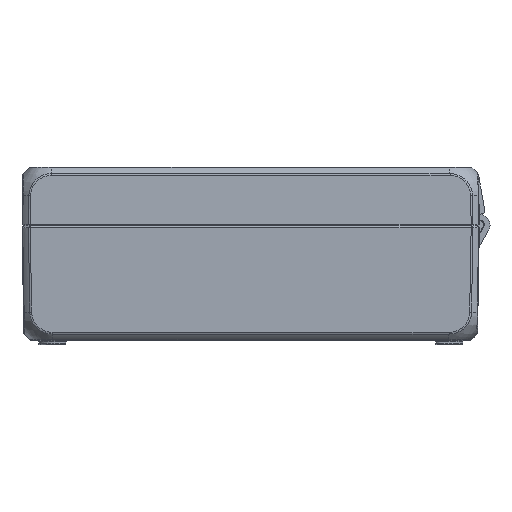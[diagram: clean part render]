
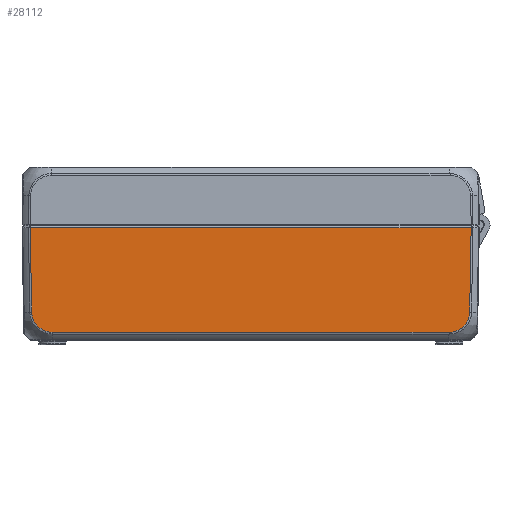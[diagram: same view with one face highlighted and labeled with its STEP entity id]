
A CAD part, front view. The second image highlights one B-rep face of the part: STEP entity #28112.
In plain terms, the highlighted planar face has unit normal (0, -1, -0.018).
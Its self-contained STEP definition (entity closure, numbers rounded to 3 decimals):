
#667=B_SPLINE_CURVE_WITH_KNOTS('',3,(#66325,#66326,#66327,#66328,#66329,
#66330,#66331,#66332,#66333,#66334,#66335,#66336,#66337,#66338,#66339,#66340,
#66341,#66342,#66343,#66344,#66345,#66346,#66347,#66348,#66349,#66350,#66351,
#66352,#66353,#66354,#66355,#66356,#66357,#66358,#66359,#66360,#66361,#66362),
 .UNSPECIFIED.,.F.,.F.,(4,2,2,2,2,2,2,2,2,2,2,2,2,2,2,2,1,1,2,4),(0.,
0.046,0.059,0.073,0.075,
0.172,0.174,0.175,0.285,
0.422,0.481,0.658,0.801,
0.817,0.826,0.971,1.038,
1.072,1.105,1.107),.UNSPECIFIED.);
#669=B_SPLINE_CURVE_WITH_KNOTS('',3,(#66566,#66567,#66568,#66569,#66570,
#66571,#66572,#66573,#66574,#66575,#66576,#66577,#66578,#66579,#66580,#66581,
#66582,#66583,#66584,#66585,#66586,#66587,#66588,#66589,#66590,#66591,#66592,
#66593,#66594,#66595,#66596,#66597,#66598,#66599,#66600,#66601,#66602,#66603,
#66604),.UNSPECIFIED.,.F.,.F.,(4,2,1,2,2,2,2,2,2,2,2,2,2,2,2,2,2,2,2,4),
(0.,0.002,0.033,0.065,
0.138,0.279,0.29,0.31,
0.452,0.526,0.629,0.689,
0.825,0.94,0.941,1.037,1.042,
1.053,1.067,1.112),.UNSPECIFIED.);
#1231=PLANE('',#30602);
#3014=FACE_OUTER_BOUND('',#4749,.T.);
#4749=EDGE_LOOP('',(#20138,#20139,#20140,#20141,#20142,#20143));
#6170=LINE('',#53502,#7812);
#6340=LINE('',#66168,#7982);
#6343=LINE('',#66406,#7985);
#6345=LINE('',#66646,#7987);
#7812=VECTOR('',#34292,10.);
#7982=VECTOR('',#35336,10.);
#7985=VECTOR('',#35345,10.);
#7987=VECTOR('',#35351,10.);
#11081=VERTEX_POINT('',#53494);
#11083=VERTEX_POINT('',#53500);
#11359=VERTEX_POINT('',#66166);
#11361=VERTEX_POINT('',#66323);
#11363=VERTEX_POINT('',#66404);
#11365=VERTEX_POINT('',#66564);
#13939=EDGE_CURVE('',#11081,#11083,#6170,.T.);
#14489=EDGE_CURVE('',#11359,#11083,#6340,.T.);
#14492=EDGE_CURVE('',#11361,#11359,#667,.T.);
#14496=EDGE_CURVE('',#11363,#11361,#6343,.T.);
#14498=EDGE_CURVE('',#11365,#11363,#669,.T.);
#14501=EDGE_CURVE('',#11081,#11365,#6345,.T.);
#20138=ORIENTED_EDGE('',*,*,#14489,.F.);
#20139=ORIENTED_EDGE('',*,*,#14492,.F.);
#20140=ORIENTED_EDGE('',*,*,#14496,.F.);
#20141=ORIENTED_EDGE('',*,*,#14498,.F.);
#20142=ORIENTED_EDGE('',*,*,#14501,.F.);
#20143=ORIENTED_EDGE('',*,*,#13939,.T.);
#28112=ADVANCED_FACE('',(#3014),#1231,.T.);
#30602=AXIS2_PLACEMENT_3D('',#66647,#35352,#35353);
#34292=DIRECTION('',(-1.,0.,0.));
#35336=DIRECTION('',(-0.017,-0.017,1.));
#35345=DIRECTION('',(-1.,0.,0.));
#35351=DIRECTION('',(-0.017,0.017,-1.));
#35352=DIRECTION('center_axis',(0.,-1.,-0.017));
#35353=DIRECTION('ref_axis',(-1.,0.,0.));
#53494=CARTESIAN_POINT('',(76.647,-43.,-0.8));
#53500=CARTESIAN_POINT('',(-76.647,-43.,-0.8));
#53502=CARTESIAN_POINT('',(31.,-43.,-0.8));
#66166=CARTESIAN_POINT('',(-76.135,-42.488,-30.126));
#66168=CARTESIAN_POINT('',(-76.64,-42.994,-1.161));
#66323=CARTESIAN_POINT('',(-68.97,-42.365,-37.153));
#66325=CARTESIAN_POINT('Ctrl Pts',(-68.97,-42.365,
-37.153));
#66326=CARTESIAN_POINT('Ctrl Pts',(-69.124,-42.365,
-37.153));
#66327=CARTESIAN_POINT('Ctrl Pts',(-69.277,-42.365,
-37.151));
#66328=CARTESIAN_POINT('Ctrl Pts',(-69.474,-42.366,
-37.139));
#66329=CARTESIAN_POINT('Ctrl Pts',(-69.517,-42.366,
-37.136));
#66330=CARTESIAN_POINT('Ctrl Pts',(-69.607,-42.366,
-37.128));
#66331=CARTESIAN_POINT('Ctrl Pts',(-69.653,-42.366,
-37.124));
#66332=CARTESIAN_POINT('Ctrl Pts',(-69.706,-42.366,
-37.119));
#66333=CARTESIAN_POINT('Ctrl Pts',(-69.714,-42.366,-37.118));
#66334=CARTESIAN_POINT('Ctrl Pts',(-70.042,-42.367,
-37.084));
#66335=CARTESIAN_POINT('Ctrl Pts',(-70.361,-42.368,-37.027));
#66336=CARTESIAN_POINT('Ctrl Pts',(-70.68,-42.369,
-36.949));
#66337=CARTESIAN_POINT('Ctrl Pts',(-70.686,-42.369,
-36.947));
#66338=CARTESIAN_POINT('Ctrl Pts',(-70.696,-42.369,
-36.945));
#66339=CARTESIAN_POINT('Ctrl Pts',(-70.7,-42.369,
-36.944));
#66340=CARTESIAN_POINT('Ctrl Pts',(-71.061,-42.371,
-36.853));
#66341=CARTESIAN_POINT('Ctrl Pts',(-71.41,-42.373,
-36.736));
#66342=CARTESIAN_POINT('Ctrl Pts',(-72.168,-42.378,-36.415));
#66343=CARTESIAN_POINT('Ctrl Pts',(-72.576,-42.382,
-36.196));
#66344=CARTESIAN_POINT('Ctrl Pts',(-73.125,-42.389,-35.828));
#66345=CARTESIAN_POINT('Ctrl Pts',(-73.287,-42.391,
-35.71));
#66346=CARTESIAN_POINT('Ctrl Pts',(-73.907,-42.399,
-35.213));
#66347=CARTESIAN_POINT('Ctrl Pts',(-74.32,-42.407,
-34.789));
#66348=CARTESIAN_POINT('Ctrl Pts',(-74.974,-42.422,
-33.933));
#66349=CARTESIAN_POINT('Ctrl Pts',(-75.227,-42.429,
-33.52));
#66350=CARTESIAN_POINT('Ctrl Pts',(-75.457,-42.437,
-33.041));
#66351=CARTESIAN_POINT('Ctrl Pts',(-75.48,-42.438,
-32.991));
#66352=CARTESIAN_POINT('Ctrl Pts',(-75.515,-42.439,
-32.915));
#66353=CARTESIAN_POINT('Ctrl Pts',(-75.527,-42.44,
-32.887));
#66354=CARTESIAN_POINT('Ctrl Pts',(-75.732,-42.448,-32.418));
#66355=CARTESIAN_POINT('Ctrl Pts',(-75.882,-42.456,-31.953));
#66356=CARTESIAN_POINT('Ctrl Pts',(-76.03,-42.468,
-31.259));
#66357=CARTESIAN_POINT('Ctrl Pts',(-76.088,-42.474,
-30.926));
#66358=CARTESIAN_POINT('Ctrl Pts',(-76.128,-42.482,
-30.48));
#66359=CARTESIAN_POINT('Ctrl Pts',(-76.133,-42.486,
-30.256));
#66360=CARTESIAN_POINT('Ctrl Pts',(-76.135,-42.488,
-30.138));
#66361=CARTESIAN_POINT('Ctrl Pts',(-76.135,-42.488,
-30.132));
#66362=CARTESIAN_POINT('Ctrl Pts',(-76.135,-42.488,
-30.126));
#66404=CARTESIAN_POINT('',(68.97,-42.365,-37.153));
#66406=CARTESIAN_POINT('',(0.,-42.365,-37.153));
#66564=CARTESIAN_POINT('',(76.135,-42.488,-30.126));
#66566=CARTESIAN_POINT('Ctrl Pts',(76.135,-42.488,-30.126));
#66567=CARTESIAN_POINT('Ctrl Pts',(76.135,-42.488,-30.131));
#66568=CARTESIAN_POINT('Ctrl Pts',(76.134,-42.488,-30.137));
#66569=CARTESIAN_POINT('Ctrl Pts',(76.132,-42.486,-30.248));
#66570=CARTESIAN_POINT('Ctrl Pts',(76.127,-42.482,-30.458));
#66571=CARTESIAN_POINT('Ctrl Pts',(76.109,-42.479,-30.668));
#66572=CARTESIAN_POINT('Ctrl Pts',(76.072,-42.473,-31.014));
#66573=CARTESIAN_POINT('Ctrl Pts',(76.033,-42.468,-31.254));
#66574=CARTESIAN_POINT('Ctrl Pts',(75.883,-42.456,-31.953));
#66575=CARTESIAN_POINT('Ctrl Pts',(75.737,-42.448,-32.405));
#66576=CARTESIAN_POINT('Ctrl Pts',(75.535,-42.44,-32.87));
#66577=CARTESIAN_POINT('Ctrl Pts',(75.521,-42.44,-32.901));
#66578=CARTESIAN_POINT('Ctrl Pts',(75.479,-42.438,-32.995));
#66579=CARTESIAN_POINT('Ctrl Pts',(75.449,-42.437,-33.057));
#66580=CARTESIAN_POINT('Ctrl Pts',(75.211,-42.428,-33.544));
#66581=CARTESIAN_POINT('Ctrl Pts',(74.962,-42.421,-33.949));
#66582=CARTESIAN_POINT('Ctrl Pts',(74.527,-42.411,-34.519));
#66583=CARTESIAN_POINT('Ctrl Pts',(74.369,-42.408,-34.706));
#66584=CARTESIAN_POINT('Ctrl Pts',(73.965,-42.401,-35.135));
#66585=CARTESIAN_POINT('Ctrl Pts',(73.711,-42.397,-35.369));
#66586=CARTESIAN_POINT('Ctrl Pts',(73.285,-42.391,-35.711));
#66587=CARTESIAN_POINT('Ctrl Pts',(73.122,-42.389,-35.83));
#66588=CARTESIAN_POINT('Ctrl Pts',(72.579,-42.382,-36.195));
#66589=CARTESIAN_POINT('Ctrl Pts',(72.179,-42.378,-36.412));
#66590=CARTESIAN_POINT('Ctrl Pts',(71.41,-42.373,-36.736));
#66591=CARTESIAN_POINT('Ctrl Pts',(71.047,-42.371,-36.856));
#66592=CARTESIAN_POINT('Ctrl Pts',(70.673,-42.369,-36.949));
#66593=CARTESIAN_POINT('Ctrl Pts',(70.668,-42.369,-36.95));
#66594=CARTESIAN_POINT('Ctrl Pts',(70.355,-42.368,-37.026));
#66595=CARTESIAN_POINT('Ctrl Pts',(70.04,-42.367,-37.082));
#66596=CARTESIAN_POINT('Ctrl Pts',(69.705,-42.366,-37.118));
#66597=CARTESIAN_POINT('Ctrl Pts',(69.686,-42.366,-37.12));
#66598=CARTESIAN_POINT('Ctrl Pts',(69.631,-42.366,-37.125));
#66599=CARTESIAN_POINT('Ctrl Pts',(69.594,-42.366,-37.129));
#66600=CARTESIAN_POINT('Ctrl Pts',(69.512,-42.366,-37.135));
#66601=CARTESIAN_POINT('Ctrl Pts',(69.468,-42.366,-37.139));
#66602=CARTESIAN_POINT('Ctrl Pts',(69.272,-42.365,-37.151));
#66603=CARTESIAN_POINT('Ctrl Pts',(69.121,-42.365,-37.153));
#66604=CARTESIAN_POINT('Ctrl Pts',(68.97,-42.365,-37.153));
#66646=CARTESIAN_POINT('',(76.64,-42.994,-1.161));
#66647=CARTESIAN_POINT('Origin',(62.,-43.014,0.));
